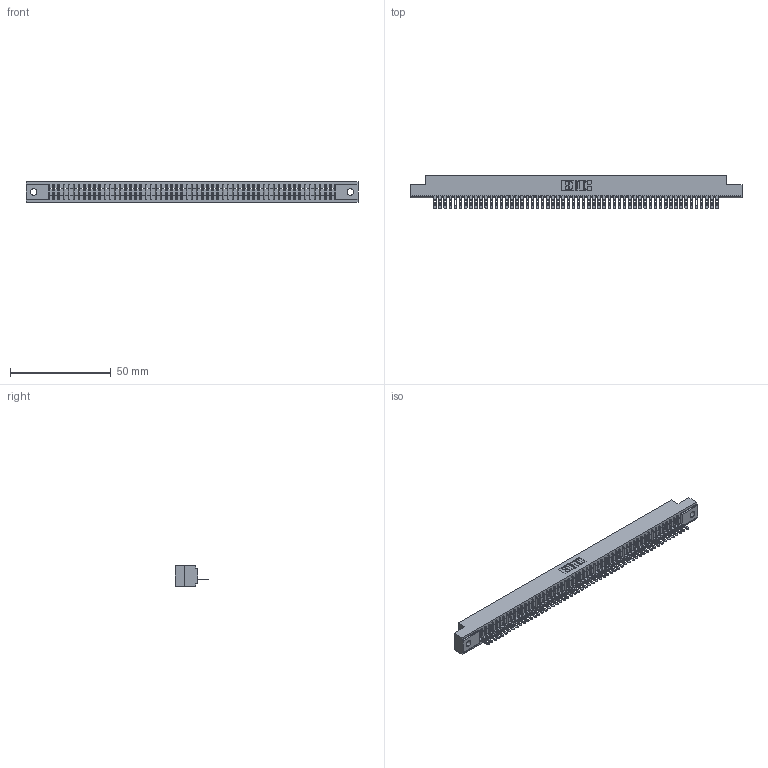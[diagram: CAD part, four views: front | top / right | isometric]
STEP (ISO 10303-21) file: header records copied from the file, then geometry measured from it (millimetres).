
FILE_DESCRIPTION (( 'STEP AP203' ), '1' );
FILE_NAME ('341-056-500-102.STEP', '2018-08-07T14:53:52', ( '' ), ( '' ), 'SwSTEP 2.0', 'SolidWorks 2016', '' );
FILE_SCHEMA (( 'CONFIG_CONTROL_DESIGN' ));
Length unit declared in the file: inch
Products named in the file (3): 341 Part_.128 (3.25) Dia Mounting Holes; 341-292-001_341-292-100; 341-056-500-102
Assembly tree (57 placements, depth 2):
  341-056-500-102
    341 Part_.128 (3.25) Dia Mounting Holes
    341-292-001_341-292-100  x56
Bounding box: 164.47 x 16.69 x 10.16 mm (x, y, z)
Volume: 11788.7 mm3; surface area: 18796 mm2
Topology: 57 solids, 57 shells, 4708 faces, 13588 edges, 8718 vertices
Faces by surface type: plane 2812, cylinder 1672, sphere 114, torus 110
Entity records: 64125 total; most frequent: CARTESIAN_POINT 10900, ORIENTED_EDGE 10888, DIRECTION 10514, EDGE_CURVE 5444, LINE 4410, VECTOR 4410, VERTEX_POINT 3438, AXIS2_PLACEMENT_3D 3052
